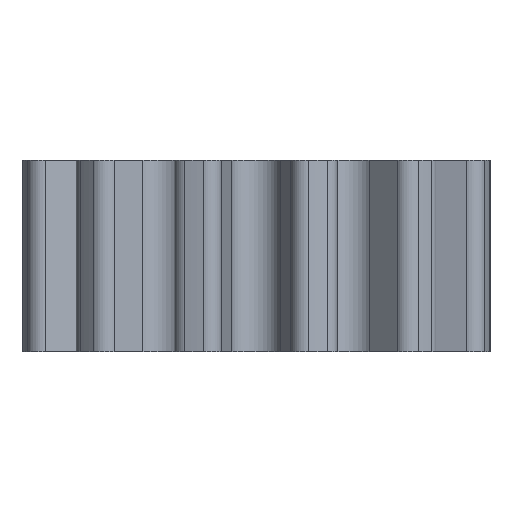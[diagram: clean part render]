
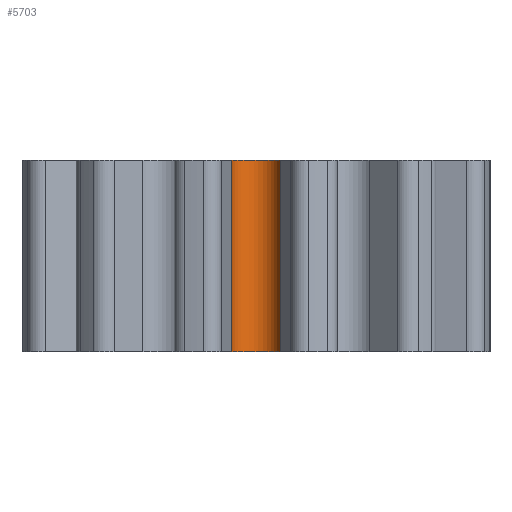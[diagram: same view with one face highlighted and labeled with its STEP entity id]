
A CAD part, front view. The second image highlights one B-rep face of the part: STEP entity #5703.
In plain terms, the highlighted cylindrical face has radius 0.838 mm (diameter 1.677 mm), a partial arc.
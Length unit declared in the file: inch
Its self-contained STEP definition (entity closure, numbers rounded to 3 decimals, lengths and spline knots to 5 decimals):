
#67 = LINE ( 'NONE', #4415, #3857 ) ;
#268 = EDGE_CURVE ( 'NONE', #1193, #1963, #2298, .T. ) ;
#873 = CARTESIAN_POINT ( 'NONE',  ( 0., -0.24827, 0.125 ) ) ;
#913 = EDGE_LOOP ( 'NONE', ( #3265, #1484, #4207, #2831 ) ) ;
#936 = CARTESIAN_POINT ( 'NONE',  ( -0.03188, -0.23973, -0.125 ) ) ;
#1104 = VERTEX_POINT ( 'NONE', #3821 ) ;
#1193 = VERTEX_POINT ( 'NONE', #5194 ) ;
#1235 = DIRECTION ( 'NONE',  ( 0., 0., 1. ) ) ;
#1358 = DIRECTION ( 'NONE',  ( 0., 0., 1. ) ) ;
#1484 = ORIENTED_EDGE ( 'NONE', *, *, #268, .F. ) ;
#1493 = CARTESIAN_POINT ( 'NONE',  ( -0.03188, -0.23973, 0.125 ) ) ;
#1560 = DIRECTION ( 'NONE',  ( -1., 0., 0. ) ) ;
#1705 = VECTOR ( 'NONE', #1765, 39.37008 ) ;
#1762 = DIRECTION ( 'NONE',  ( -1., 0., 0. ) ) ;
#1765 = DIRECTION ( 'NONE',  ( 0., 0., 1. ) ) ;
#1790 = CARTESIAN_POINT ( 'NONE',  ( 0., -0.24827, -0.125 ) ) ;
#1831 = VERTEX_POINT ( 'NONE', #5722 ) ;
#1911 = EDGE_CURVE ( 'NONE', #1831, #1104, #67, .T. ) ;
#1963 = VERTEX_POINT ( 'NONE', #1493 ) ;
#1964 = CIRCLE ( 'NONE', #2344, 0.03301 ) ;
#2200 = FACE_OUTER_BOUND ( 'NONE', #913, .T. ) ;
#2298 = LINE ( 'NONE', #936, #1705 ) ;
#2344 = AXIS2_PLACEMENT_3D ( 'NONE', #873, #1358, #1762 ) ;
#2665 = EDGE_CURVE ( 'NONE', #1831, #1193, #5601, .T. ) ;
#2831 = ORIENTED_EDGE ( 'NONE', *, *, #1911, .T. ) ;
#2989 = CARTESIAN_POINT ( 'NONE',  ( 0., -0.24827, -0.125 ) ) ;
#3053 = CYLINDRICAL_SURFACE ( 'NONE', #3083, 0.03301 ) ;
#3083 = AXIS2_PLACEMENT_3D ( 'NONE', #1790, #1235, #3465 ) ;
#3265 = ORIENTED_EDGE ( 'NONE', *, *, #5756, .T. ) ;
#3465 = DIRECTION ( 'NONE',  ( 1., 0., 0. ) ) ;
#3821 = CARTESIAN_POINT ( 'NONE',  ( 0.03188, -0.23973, 0.125 ) ) ;
#3857 = VECTOR ( 'NONE', #5767, 39.37008 ) ;
#4207 = ORIENTED_EDGE ( 'NONE', *, *, #2665, .F. ) ;
#4415 = CARTESIAN_POINT ( 'NONE',  ( 0.03188, -0.23973, -0.125 ) ) ;
#5194 = CARTESIAN_POINT ( 'NONE',  ( -0.03188, -0.23973, -0.125 ) ) ;
#5425 = AXIS2_PLACEMENT_3D ( 'NONE', #2989, #5583, #1560 ) ;
#5583 = DIRECTION ( 'NONE',  ( 0., 0., 1. ) ) ;
#5601 = CIRCLE ( 'NONE', #5425, 0.03301 ) ;
#5703 = ADVANCED_FACE ( 'NONE', ( #2200 ), #3053, .F. ) ;
#5722 = CARTESIAN_POINT ( 'NONE',  ( 0.03188, -0.23973, -0.125 ) ) ;
#5756 = EDGE_CURVE ( 'NONE', #1104, #1963, #1964, .T. ) ;
#5767 = DIRECTION ( 'NONE',  ( 0., 0., 1. ) ) ;
